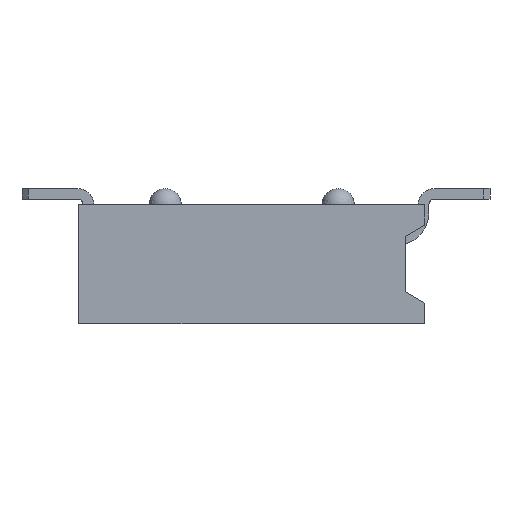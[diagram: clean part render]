
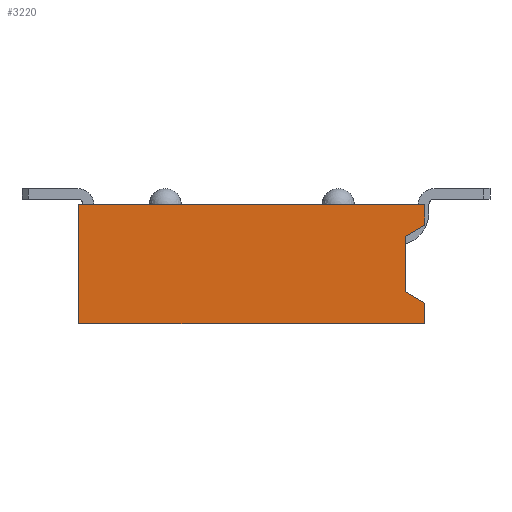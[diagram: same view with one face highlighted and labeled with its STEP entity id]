
A CAD part, left-side view. The second image highlights one B-rep face of the part: STEP entity #3220.
In plain terms, the highlighted planar face has unit normal (-1, 0, 0).
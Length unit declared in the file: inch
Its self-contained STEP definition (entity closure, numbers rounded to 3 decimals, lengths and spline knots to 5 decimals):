
#264=ORIENTED_EDGE('',*,*,#1171,.F.);
#265=ORIENTED_EDGE('',*,*,#1076,.T.);
#266=ORIENTED_EDGE('',*,*,#1127,.F.);
#267=ORIENTED_EDGE('',*,*,#1196,.F.);
#268=ORIENTED_EDGE('',*,*,#1115,.T.);
#269=ORIENTED_EDGE('',*,*,#1092,.T.);
#270=ORIENTED_EDGE('',*,*,#1195,.F.);
#271=ORIENTED_EDGE('',*,*,#1197,.F.);
#1076=EDGE_CURVE('',#1551,#1550,#1868,.T.);
#1092=EDGE_CURVE('',#1567,#1566,#1884,.T.);
#1115=EDGE_CURVE('',#1586,#1567,#1907,.T.);
#1127=EDGE_CURVE('',#1596,#1550,#1913,.T.);
#1171=EDGE_CURVE('',#1551,#1633,#1957,.T.);
#1195=EDGE_CURVE('',#1653,#1566,#1981,.T.);
#1196=EDGE_CURVE('',#1586,#1596,#1982,.T.);
#1197=EDGE_CURVE('',#1633,#1653,#1983,.T.);
#1550=VERTEX_POINT('',#4518);
#1551=VERTEX_POINT('',#4520);
#1566=VERTEX_POINT('',#4554);
#1567=VERTEX_POINT('',#4556);
#1586=VERTEX_POINT('',#4599);
#1596=VERTEX_POINT('',#4621);
#1633=VERTEX_POINT('',#4708);
#1653=VERTEX_POINT('',#4760);
#1868=LINE('',#4519,#2288);
#1884=LINE('',#4555,#2304);
#1907=LINE('',#4598,#2327);
#1913=LINE('',#4622,#2333);
#1957=LINE('',#4710,#2377);
#1981=LINE('',#4761,#2401);
#1982=LINE('',#4763,#2402);
#1983=LINE('',#4764,#2403);
#2288=VECTOR('',#3639,39.37008);
#2304=VECTOR('',#3663,39.37008);
#2327=VECTOR('',#3688,39.37008);
#2333=VECTOR('',#3708,39.37008);
#2377=VECTOR('',#3766,39.37008);
#2401=VECTOR('',#3804,39.37008);
#2402=VECTOR('',#3807,39.37008);
#2403=VECTOR('',#3808,39.37008);
#2724=EDGE_LOOP('',(#264,#265,#266,#267,#268,#269,#270,#271));
#2906=FACE_BOUND('',#2724,.T.);
#3082=PLANE('',#3421);
#3220=ADVANCED_FACE('',(#2906),#3082,.F.);
#3421=AXIS2_PLACEMENT_3D('',#4762,#3805,#3806);
#3639=DIRECTION('',(0.,0.,1.));
#3663=DIRECTION('',(0.,0.,1.));
#3688=DIRECTION('',(0.,-1.,0.));
#3708=DIRECTION('',(0.,-1.,0.));
#3766=DIRECTION('',(0.,0.866,-0.5));
#3804=DIRECTION('',(0.,-0.866,-0.5));
#3805=DIRECTION('',(1.,0.,0.));
#3806=DIRECTION('',(0.,0.,-1.));
#3807=DIRECTION('',(0.,0.,1.));
#3808=DIRECTION('',(0.,0.,-1.));
#4518=CARTESIAN_POINT('',(-0.15,0.,0.055));
#4519=CARTESIAN_POINT('',(-0.15,0.,-0.055));
#4520=CARTESIAN_POINT('',(-0.15,0.,0.036));
#4554=CARTESIAN_POINT('',(-0.15,0.,-0.036));
#4555=CARTESIAN_POINT('',(-0.15,0.,-0.055));
#4556=CARTESIAN_POINT('',(-0.15,0.,-0.055));
#4598=CARTESIAN_POINT('',(-0.15,0.32,-0.055));
#4599=CARTESIAN_POINT('',(-0.15,0.32,-0.055));
#4621=CARTESIAN_POINT('',(-0.15,0.32,0.055));
#4622=CARTESIAN_POINT('',(-0.15,0.32,0.055));
#4708=CARTESIAN_POINT('',(-0.15,0.018,0.02561));
#4710=CARTESIAN_POINT('',(-0.15,0.2794,-0.12531));
#4760=CARTESIAN_POINT('',(-0.15,0.018,-0.02561));
#4761=CARTESIAN_POINT('',(-0.15,0.23177,0.09781));
#4762=CARTESIAN_POINT('',(-0.15,0.32,-0.055));
#4763=CARTESIAN_POINT('',(-0.15,0.32,-0.055));
#4764=CARTESIAN_POINT('',(-0.15,0.018,-0.055));
